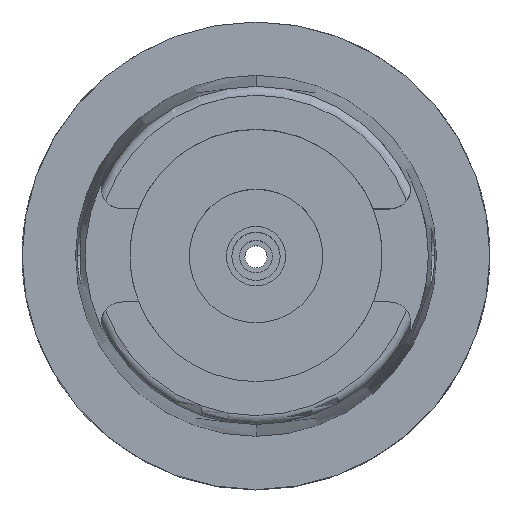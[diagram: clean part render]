
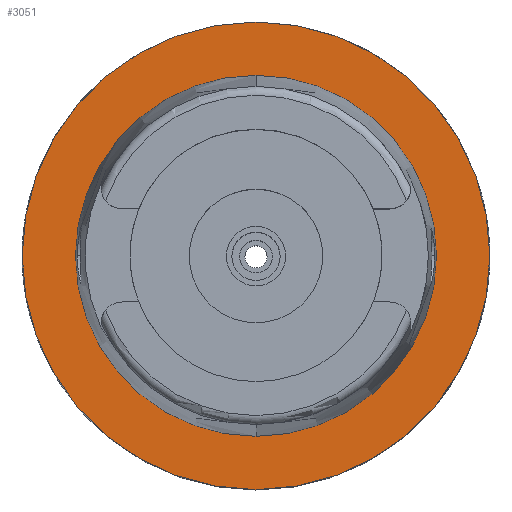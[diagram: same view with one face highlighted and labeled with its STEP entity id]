
A CAD part, top view. The second image highlights one B-rep face of the part: STEP entity #3051.
In plain terms, the highlighted planar face has unit normal (0, 0, 1).
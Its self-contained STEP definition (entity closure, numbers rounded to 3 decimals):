
#633=CARTESIAN_POINT('',(0.,0.,0.));
#634=DIRECTION('',(0.,0.,-1.));
#635=DIRECTION('',(0.,-1.,0.));
#636=AXIS2_PLACEMENT_3D('',#633,#634,#635);
#641=CARTESIAN_POINT('',(0.,0.,0.));
#642=DIRECTION('',(0.,0.,-1.));
#643=DIRECTION('',(0.,1.,0.));
#644=AXIS2_PLACEMENT_3D('',#641,#642,#643);
#649=CARTESIAN_POINT('',(0.,0.,0.));
#650=DIRECTION('',(0.,0.,1.));
#651=DIRECTION('',(0.,-1.,0.));
#652=AXIS2_PLACEMENT_3D('',#649,#650,#651);
#657=CARTESIAN_POINT('',(0.,0.,0.));
#658=DIRECTION('',(0.,0.,1.));
#659=DIRECTION('',(0.,1.,0.));
#660=AXIS2_PLACEMENT_3D('',#657,#658,#659);
#2403=CARTESIAN_POINT('',(0.,-24.315,0.));
#2404=VERTEX_POINT('',#2403);
#2405=CARTESIAN_POINT('',(0.,24.315,0.));
#2406=VERTEX_POINT('',#2405);
#2413=CARTESIAN_POINT('',(0.,-31.5,0.));
#2414=CARTESIAN_POINT('',(0.,31.5,0.));
#2415=VERTEX_POINT('',#2413);
#2416=VERTEX_POINT('',#2414);
#3036=CARTESIAN_POINT('',(0.,0.,0.));
#3037=DIRECTION('',(0.,0.,-1.));
#3038=DIRECTION('',(0.,-1.,0.));
#3039=AXIS2_PLACEMENT_3D('',#3036,#3037,#3038);
#3040=PLANE('',#3039);
#3042=ORIENTED_EDGE('',*,*,#3041,.T.);
#3044=ORIENTED_EDGE('',*,*,#3043,.T.);
#3045=EDGE_LOOP('',(#3042,#3044));
#3046=FACE_OUTER_BOUND('',#3045,.F.);
#3047=ORIENTED_EDGE('',*,*,#2909,.T.);
#3048=ORIENTED_EDGE('',*,*,#3010,.T.);
#3049=EDGE_LOOP('',(#3047,#3048));
#3050=FACE_BOUND('',#3049,.F.);
#637=CIRCLE('',#636,31.5);
#645=CIRCLE('',#644,31.5);
#653=CIRCLE('',#652,24.315);
#661=CIRCLE('',#660,24.315);
#2909=EDGE_CURVE('',#2404,#2406,#653,.T.);
#3010=EDGE_CURVE('',#2406,#2404,#661,.T.);
#3041=EDGE_CURVE('',#2415,#2416,#637,.T.);
#3043=EDGE_CURVE('',#2416,#2415,#645,.T.);
#3051=ADVANCED_FACE('',(#3046,#3050),#3040,.F.);
